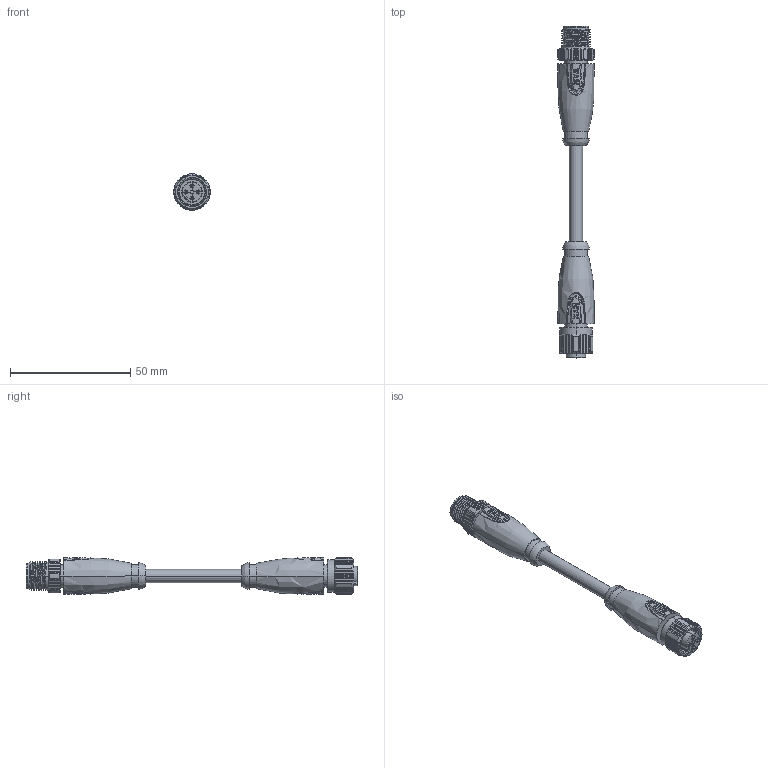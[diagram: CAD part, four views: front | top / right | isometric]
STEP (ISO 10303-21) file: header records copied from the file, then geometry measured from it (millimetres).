
FILE_DESCRIPTION(/* description */ (''),/* implementation_level */ '2;1');
FILE_NAME(/* name */ 'qqqq_stp.stp',/* time_stamp */ '2023-12-20T17:11:40+08:00',/* author */ (''),/* organization */ (''),/* preprocessor_version */ 'ST-DEVELOPER v18.1',/* originating_system */ 'SIEMENS PLM Software NX 1980',/* authorisation */ '');
FILE_SCHEMA (('AUTOMOTIVE_DESIGN { 1 0 10303 214 3 1 1 1 }'));
Length unit declared in the file: millimetre
Products named in the file (1): qqqq_stp
Bounding box: 15.2 x 137.9 x 15.2 mm (x, y, z)
Volume: 13377.2 mm3; surface area: 7838.8 mm2
Topology: 1 solids, 1 shells, 724 faces, 1940 edges, 1257 vertices
Faces by surface type: plane 384, cylinder 214, cone 61, bspline 32, torus 17, revolution 8, sphere 8
Entity records: 34497 total; most frequent: CARTESIAN_POINT 18111, ORIENTED_EDGE 3848, DIRECTION 2701, EDGE_CURVE 1924, VERTEX_POINT 1257, AXIS2_PLACEMENT_3D 1053, B_SPLINE_CURVE_WITH_KNOTS 971, EDGE_LOOP 797
